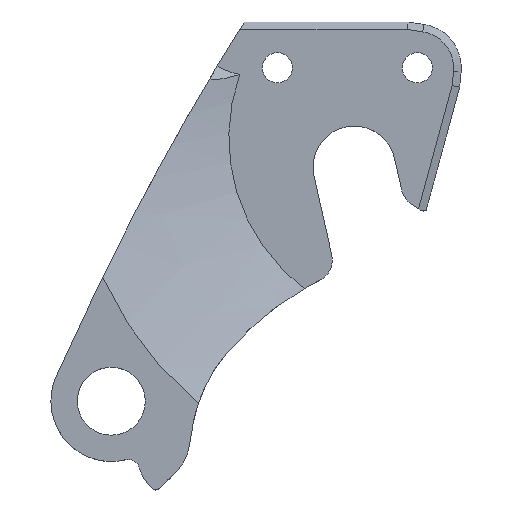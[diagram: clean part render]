
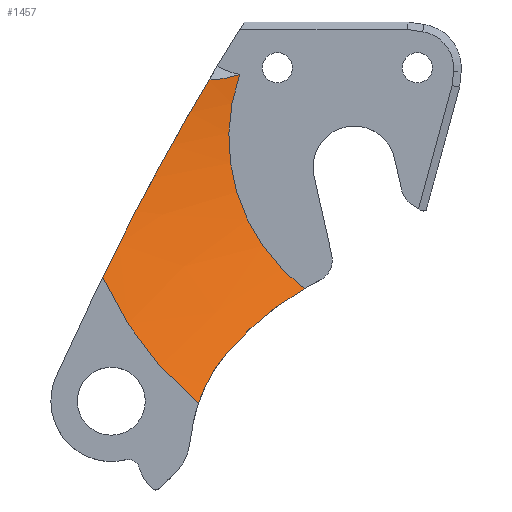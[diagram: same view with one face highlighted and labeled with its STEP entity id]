
A CAD part, top view. The second image highlights one B-rep face of the part: STEP entity #1457.
In plain terms, the highlighted conical face has half-angle 70 degrees and reference radius 25 mm.
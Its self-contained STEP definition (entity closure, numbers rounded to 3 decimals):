
#10 = EDGE_CURVE ( 'NONE', #242, #1440, #573, .T. ) ;
#37 = FACE_OUTER_BOUND ( 'NONE', #399, .T. ) ;
#60 = VERTEX_POINT ( 'NONE', #76 ) ;
#76 = CARTESIAN_POINT ( 'NONE',  ( -15.173, -30.548, 8.79 ) ) ;
#143 = CARTESIAN_POINT ( 'NONE',  ( -15.173, -30.548, 8.79 ) ) ;
#168 = CARTESIAN_POINT ( 'NONE',  ( -4.886, -21.972, 4. ) ) ;
#199 = VERTEX_POINT ( 'NONE', #1135 ) ;
#203 = CIRCLE ( 'NONE', #456, 25. ) ;
#242 = VERTEX_POINT ( 'NONE', #1050 ) ;
#249 = CARTESIAN_POINT ( 'NONE',  ( -17.512, 5.669, 5.338 ) ) ;
#298 = ORIENTED_EDGE ( 'NONE', *, *, #363, .T. ) ;
#308 = CARTESIAN_POINT ( 'NONE',  ( -17.972, -34.769, 10.617 ) ) ;
#335 = CARTESIAN_POINT ( 'NONE',  ( -12.122, -27.257, 7.156 ) ) ;
#358 = CARTESIAN_POINT ( 'NONE',  ( -30.508, -18.252, 10.822 ) ) ;
#363 = EDGE_CURVE ( 'NONE', #1177, #199, #385, .T. ) ;
#385 = B_SPLINE_CURVE_WITH_KNOTS ( 'NONE', 3,
 ( #890, #1349, #400, #797, #1195, #249 ),
 .UNSPECIFIED., .F., .F.,
 ( 4, 2, 4 ),
 ( 0., 0.002, 0.004 ),
 .UNSPECIFIED. ) ;
#399 = EDGE_LOOP ( 'NONE', ( #1014, #298, #450, #829, #1250, #1112 ) ) ;
#400 = CARTESIAN_POINT ( 'NONE',  ( -14.772, 6.02, 4.419 ) ) ;
#450 = ORIENTED_EDGE ( 'NONE', *, *, #853, .T. ) ;
#456 = AXIS2_PLACEMENT_3D ( 'NONE', #1027, #1490, #556 ) ;
#479 = CARTESIAN_POINT ( 'NONE',  ( -18.901, -37.156, 11.5 ) ) ;
#481 = CARTESIAN_POINT ( 'NONE',  ( -26.038, -9.499, 8.325 ) ) ;
#495 = CARTESIAN_POINT ( 'NONE',  ( 10.126, -1.98, 11.5 ) ) ;
#532 = EDGE_CURVE ( 'NONE', #1440, #60, #1292, .T. ) ;
#545 = CARTESIAN_POINT ( 'NONE',  ( -4.886, -21.972, 4. ) ) ;
#556 = DIRECTION ( 'NONE',  ( 1., 0., 0. ) ) ;
#573 = CIRCLE ( 'NONE', #1049, 45.606 ) ;
#576 = CARTESIAN_POINT ( 'NONE',  ( -17.512, 5.669, 5.338 ) ) ;
#578 = CARTESIAN_POINT ( 'NONE',  ( 10.126, -1.98, 4. ) ) ;
#695 = CARTESIAN_POINT ( 'NONE',  ( -13.426, 6.404, 4. ) ) ;
#697 = CONICAL_SURFACE ( 'NONE', #1483, 25., 1.222 ) ;
#736 = CARTESIAN_POINT ( 'NONE',  ( -16.728, -32.566, 9.715 ) ) ;
#749 = CARTESIAN_POINT ( 'NONE',  ( -8.696, -24.398, 5.554 ) ) ;
#760 = EDGE_CURVE ( 'NONE', #1177, #1358, #203, .T. ) ;
#769 = CARTESIAN_POINT ( 'NONE',  ( -31.573, -20.451, 11.5 ) ) ;
#797 = CARTESIAN_POINT ( 'NONE',  ( -16.134, 5.777, 4.866 ) ) ;
#826 = CARTESIAN_POINT ( 'NONE',  ( -18.901, -37.156, 11.5 ) ) ;
#829 = ORIENTED_EDGE ( 'NONE', *, *, #10, .T. ) ;
#842 = CARTESIAN_POINT ( 'NONE',  ( -15.173, -30.548, 8.79 ) ) ;
#845 = B_SPLINE_CURVE_WITH_KNOTS ( 'NONE', 3,
 ( #842, #1271, #335, #749, #1131, #168 ),
 .UNSPECIFIED., .F., .F.,
 ( 4, 2, 4 ),
 ( 0., 0.007, 0.014 ),
 .UNSPECIFIED. ) ;
#853 = EDGE_CURVE ( 'NONE', #199, #242, #985, .T. ) ;
#858 = CARTESIAN_POINT ( 'NONE',  ( -27.183, -11.683, 8.917 ) ) ;
#874 = DIRECTION ( 'NONE',  ( 0., 0., 1. ) ) ;
#890 = CARTESIAN_POINT ( 'NONE',  ( -13.426, 6.404, 4. ) ) ;
#956 = CARTESIAN_POINT ( 'NONE',  ( -20.08, 1.353, 5.82 ) ) ;
#958 = DIRECTION ( 'NONE',  ( 0., 0., 1. ) ) ;
#985 = B_SPLINE_CURVE_WITH_KNOTS ( 'NONE', 3,
 ( #576, #956, #1419, #481, #858, #1297, #358, #769 ),
 .UNSPECIFIED., .F., .F.,
 ( 4, 2, 2, 4 ),
 ( 0.009, 0.024, 0.032, 0.039 ),
 .UNSPECIFIED. ) ;
#1010 = EDGE_CURVE ( 'NONE', #60, #1358, #845, .T. ) ;
#1014 = ORIENTED_EDGE ( 'NONE', *, *, #760, .F. ) ;
#1027 = CARTESIAN_POINT ( 'NONE',  ( 10.126, -1.98, 4. ) ) ;
#1049 = AXIS2_PLACEMENT_3D ( 'NONE', #495, #874, #1330 ) ;
#1050 = CARTESIAN_POINT ( 'NONE',  ( -31.573, -20.451, 11.5 ) ) ;
#1112 = ORIENTED_EDGE ( 'NONE', *, *, #1010, .T. ) ;
#1116 = CARTESIAN_POINT ( 'NONE',  ( -16.004, -31.525, 9.256 ) ) ;
#1131 = CARTESIAN_POINT ( 'NONE',  ( -6.859, -23.111, 4.763 ) ) ;
#1135 = CARTESIAN_POINT ( 'NONE',  ( -17.512, 5.669, 5.338 ) ) ;
#1177 = VERTEX_POINT ( 'NONE', #695 ) ;
#1195 = CARTESIAN_POINT ( 'NONE',  ( -16.82, 5.701, 5.099 ) ) ;
#1247 = CARTESIAN_POINT ( 'NONE',  ( -18.491, -35.931, 11.061 ) ) ;
#1250 = ORIENTED_EDGE ( 'NONE', *, *, #532, .T. ) ;
#1271 = CARTESIAN_POINT ( 'NONE',  ( -13.712, -28.828, 7.968 ) ) ;
#1292 = B_SPLINE_CURVE_WITH_KNOTS ( 'NONE', 3,
 ( #826, #1247, #308, #736, #1116, #143 ),
 .UNSPECIFIED., .F., .F.,
 ( 4, 2, 4 ),
 ( 0., 0.004, 0.008 ),
 .UNSPECIFIED. ) ;
#1297 = CARTESIAN_POINT ( 'NONE',  ( -29.418, -16.06, 10.165 ) ) ;
#1330 = DIRECTION ( 'NONE',  ( 1., 0., 0. ) ) ;
#1349 = CARTESIAN_POINT ( 'NONE',  ( -14.097, 6.187, 4.203 ) ) ;
#1358 = VERTEX_POINT ( 'NONE', #545 ) ;
#1419 = CARTESIAN_POINT ( 'NONE',  ( -22.526, -2.97, 6.703 ) ) ;
#1422 = DIRECTION ( 'NONE',  ( 1., 0., 0. ) ) ;
#1440 = VERTEX_POINT ( 'NONE', #479 ) ;
#1457 = ADVANCED_FACE ( 'NONE', ( #37 ), #697, .F. ) ;
#1483 = AXIS2_PLACEMENT_3D ( 'NONE', #578, #958, #1422 ) ;
#1490 = DIRECTION ( 'NONE',  ( 0., 0., 1. ) ) ;
